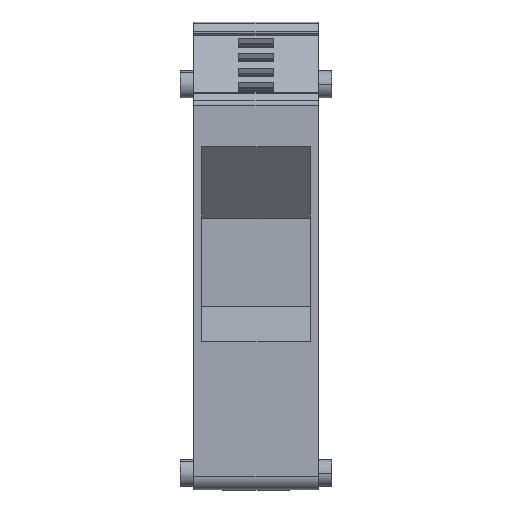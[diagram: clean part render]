
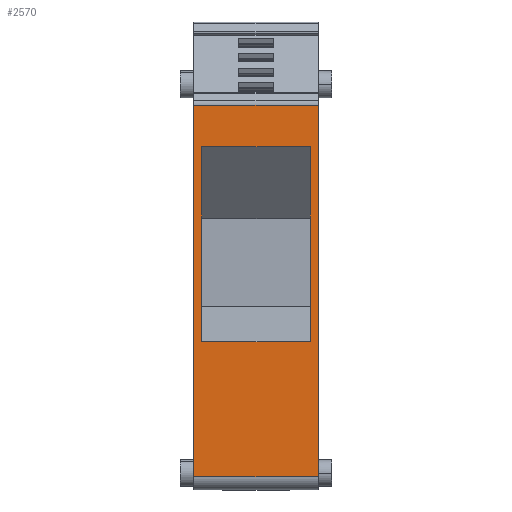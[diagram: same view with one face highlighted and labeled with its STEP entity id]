
A CAD part, front view. The second image highlights one B-rep face of the part: STEP entity #2570.
In plain terms, the highlighted planar face has unit normal (0, -1, 0).
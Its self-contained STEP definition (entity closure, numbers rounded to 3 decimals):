
#2516=AXIS2_PLACEMENT_3D('Plane Axis2P3D',#2513,#2514,#2515) ;
#983=CARTESIAN_POINT('Vertex',(20.5,0.,57.186)) ;
#986=CARTESIAN_POINT('Line Origine',(20.5,0.,29.593)) ;
#990=CARTESIAN_POINT('Vertex',(20.5,0.,2.)) ;
#2493=CARTESIAN_POINT('Line Origine',(6.625,0.,2.)) ;
#2497=CARTESIAN_POINT('Vertex',(2.,0.,2.)) ;
#2513=CARTESIAN_POINT('Axis2P3D Location',(11.25,0.,57.186)) ;
#2518=CARTESIAN_POINT('Line Origine',(11.25,0.,57.186)) ;
#2522=CARTESIAN_POINT('Vertex',(2.,0.,57.186)) ;
#2525=CARTESIAN_POINT('Line Origine',(2.,0.,29.593)) ;
#2536=CARTESIAN_POINT('Line Origine',(3.2,0.,36.565)) ;
#2540=CARTESIAN_POINT('Vertex',(3.2,0.,51.059)) ;
#2542=CARTESIAN_POINT('Vertex',(3.2,0.,22.07)) ;
#2545=CARTESIAN_POINT('Line Origine',(11.25,0.,51.059)) ;
#2549=CARTESIAN_POINT('Vertex',(19.3,0.,51.059)) ;
#2552=CARTESIAN_POINT('Line Origine',(19.3,0.,36.565)) ;
#2556=CARTESIAN_POINT('Vertex',(19.3,0.,22.07)) ;
#2559=CARTESIAN_POINT('Line Origine',(11.25,0.,22.07)) ;
#987=DIRECTION('Vector Direction',(0.,0.,-1.)) ;
#2494=DIRECTION('Vector Direction',(1.,0.,0.)) ;
#2514=DIRECTION('Axis2P3D Direction',(0.,1.,0.)) ;
#2515=DIRECTION('Axis2P3D XDirection',(0.,0.,-1.)) ;
#2519=DIRECTION('Vector Direction',(-1.,0.,0.)) ;
#2526=DIRECTION('Vector Direction',(0.,0.,-1.)) ;
#2537=DIRECTION('Vector Direction',(0.,0.,-1.)) ;
#2546=DIRECTION('Vector Direction',(-1.,0.,0.)) ;
#2553=DIRECTION('Vector Direction',(0.,0.,-1.)) ;
#2560=DIRECTION('Vector Direction',(-1.,0.,0.)) ;
#988=VECTOR('Line Direction',#987,1.) ;
#2495=VECTOR('Line Direction',#2494,1.) ;
#2520=VECTOR('Line Direction',#2519,1.) ;
#2527=VECTOR('Line Direction',#2526,1.) ;
#2538=VECTOR('Line Direction',#2537,1.) ;
#2547=VECTOR('Line Direction',#2546,1.) ;
#2554=VECTOR('Line Direction',#2553,1.) ;
#2561=VECTOR('Line Direction',#2560,1.) ;
#2531=ORIENTED_EDGE('',*,*,#992,.T.) ;
#2532=ORIENTED_EDGE('',*,*,#2524,.F.) ;
#2533=ORIENTED_EDGE('',*,*,#2529,.F.) ;
#2534=ORIENTED_EDGE('',*,*,#2499,.T.) ;
#2565=ORIENTED_EDGE('',*,*,#2544,.F.) ;
#2566=ORIENTED_EDGE('',*,*,#2551,.T.) ;
#2567=ORIENTED_EDGE('',*,*,#2558,.T.) ;
#2568=ORIENTED_EDGE('',*,*,#2563,.F.) ;
#2569=FACE_BOUND('',#2564,.T.) ;
#2570=ADVANCED_FACE('KLTR',(#2535,#2569),#2517,.F.) ;
#992=EDGE_CURVE('',#991,#984,#989,.F.) ;
#2499=EDGE_CURVE('',#2498,#991,#2496,.T.) ;
#2524=EDGE_CURVE('',#2523,#984,#2521,.F.) ;
#2529=EDGE_CURVE('',#2498,#2523,#2528,.F.) ;
#2544=EDGE_CURVE('',#2541,#2543,#2539,.T.) ;
#2551=EDGE_CURVE('',#2541,#2550,#2548,.F.) ;
#2558=EDGE_CURVE('',#2550,#2557,#2555,.T.) ;
#2563=EDGE_CURVE('',#2543,#2557,#2562,.F.) ;
#2530=EDGE_LOOP('',(#2531,#2532,#2533,#2534)) ;
#2564=EDGE_LOOP('',(#2565,#2566,#2567,#2568)) ;
#2535=FACE_OUTER_BOUND('',#2530,.T.) ;
#989=LINE('Line',#986,#988) ;
#2496=LINE('Line',#2493,#2495) ;
#2521=LINE('Line',#2518,#2520) ;
#2528=LINE('Line',#2525,#2527) ;
#2539=LINE('Line',#2536,#2538) ;
#2548=LINE('Line',#2545,#2547) ;
#2555=LINE('Line',#2552,#2554) ;
#2562=LINE('Line',#2559,#2561) ;
#2517=PLANE('',#2516) ;
#984=VERTEX_POINT('',#983) ;
#991=VERTEX_POINT('',#990) ;
#2498=VERTEX_POINT('',#2497) ;
#2523=VERTEX_POINT('',#2522) ;
#2541=VERTEX_POINT('',#2540) ;
#2543=VERTEX_POINT('',#2542) ;
#2550=VERTEX_POINT('',#2549) ;
#2557=VERTEX_POINT('',#2556) ;
